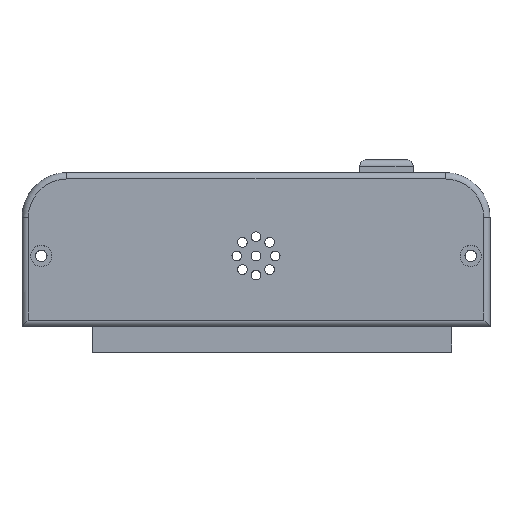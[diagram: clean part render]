
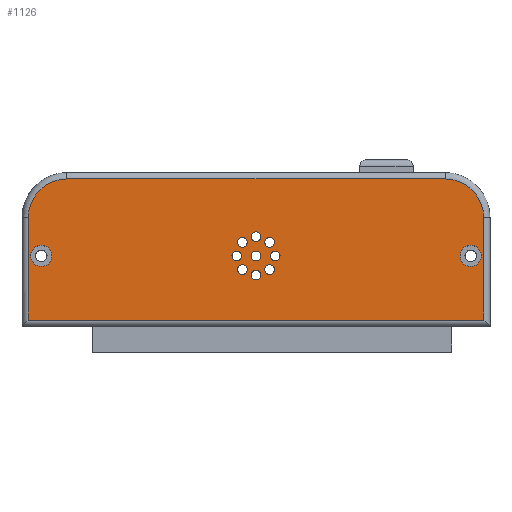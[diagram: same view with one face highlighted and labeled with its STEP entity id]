
A CAD part, top view. The second image highlights one B-rep face of the part: STEP entity #1126.
In plain terms, the highlighted planar face has unit normal (0, 0, 1).
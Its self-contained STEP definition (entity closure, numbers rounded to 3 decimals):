
#68=CIRCLE('',#1221,0.75);
#69=CIRCLE('',#1222,0.75);
#70=CIRCLE('',#1223,0.75);
#71=CIRCLE('',#1224,0.75);
#72=CIRCLE('',#1225,0.75);
#73=CIRCLE('',#1226,0.75);
#74=CIRCLE('',#1227,0.75);
#75=CIRCLE('',#1228,0.75);
#76=CIRCLE('',#1229,0.75);
#77=CIRCLE('',#1230,6.);
#78=CIRCLE('',#1231,6.);
#79=CIRCLE('',#1232,1.65);
#80=CIRCLE('',#1233,1.65);
#189=ORIENTED_EDGE('',*,*,#484,.T.);
#190=ORIENTED_EDGE('',*,*,#485,.T.);
#191=ORIENTED_EDGE('',*,*,#486,.T.);
#192=ORIENTED_EDGE('',*,*,#487,.T.);
#193=ORIENTED_EDGE('',*,*,#488,.T.);
#194=ORIENTED_EDGE('',*,*,#489,.T.);
#195=ORIENTED_EDGE('',*,*,#490,.T.);
#196=ORIENTED_EDGE('',*,*,#491,.T.);
#197=ORIENTED_EDGE('',*,*,#492,.T.);
#198=ORIENTED_EDGE('',*,*,#493,.T.);
#199=ORIENTED_EDGE('',*,*,#494,.T.);
#200=ORIENTED_EDGE('',*,*,#495,.T.);
#201=ORIENTED_EDGE('',*,*,#496,.T.);
#202=ORIENTED_EDGE('',*,*,#497,.T.);
#203=ORIENTED_EDGE('',*,*,#498,.T.);
#204=ORIENTED_EDGE('',*,*,#499,.T.);
#205=ORIENTED_EDGE('',*,*,#500,.T.);
#484=EDGE_CURVE('',#625,#625,#68,.T.);
#485=EDGE_CURVE('',#626,#626,#69,.T.);
#486=EDGE_CURVE('',#627,#627,#70,.T.);
#487=EDGE_CURVE('',#628,#628,#71,.T.);
#488=EDGE_CURVE('',#629,#629,#72,.T.);
#489=EDGE_CURVE('',#630,#630,#73,.T.);
#490=EDGE_CURVE('',#631,#631,#74,.T.);
#491=EDGE_CURVE('',#632,#632,#75,.T.);
#492=EDGE_CURVE('',#633,#633,#76,.T.);
#493=EDGE_CURVE('',#634,#635,#77,.F.);
#494=EDGE_CURVE('',#635,#636,#728,.F.);
#495=EDGE_CURVE('',#636,#637,#78,.F.);
#496=EDGE_CURVE('',#637,#638,#729,.F.);
#497=EDGE_CURVE('',#638,#639,#730,.F.);
#498=EDGE_CURVE('',#639,#634,#731,.F.);
#499=EDGE_CURVE('',#640,#640,#79,.T.);
#500=EDGE_CURVE('',#641,#641,#80,.T.);
#625=VERTEX_POINT('',#1799);
#626=VERTEX_POINT('',#1801);
#627=VERTEX_POINT('',#1803);
#628=VERTEX_POINT('',#1805);
#629=VERTEX_POINT('',#1807);
#630=VERTEX_POINT('',#1809);
#631=VERTEX_POINT('',#1811);
#632=VERTEX_POINT('',#1813);
#633=VERTEX_POINT('',#1815);
#634=VERTEX_POINT('',#1817);
#635=VERTEX_POINT('',#1818);
#636=VERTEX_POINT('',#1820);
#637=VERTEX_POINT('',#1822);
#638=VERTEX_POINT('',#1824);
#639=VERTEX_POINT('',#1826);
#640=VERTEX_POINT('',#1829);
#641=VERTEX_POINT('',#1831);
#728=LINE('',#1819,#834);
#729=LINE('',#1823,#835);
#730=LINE('',#1825,#836);
#731=LINE('',#1827,#837);
#834=VECTOR('',#1448,1000.);
#835=VECTOR('',#1451,1000.);
#836=VECTOR('',#1452,1000.);
#837=VECTOR('',#1453,1000.);
#898=EDGE_LOOP('',(#189));
#899=EDGE_LOOP('',(#190));
#900=EDGE_LOOP('',(#191));
#901=EDGE_LOOP('',(#192));
#902=EDGE_LOOP('',(#193));
#903=EDGE_LOOP('',(#194));
#904=EDGE_LOOP('',(#195));
#905=EDGE_LOOP('',(#196));
#906=EDGE_LOOP('',(#197));
#907=EDGE_LOOP('',(#198,#199,#200,#201,#202,#203));
#908=EDGE_LOOP('',(#204));
#909=EDGE_LOOP('',(#205));
#999=FACE_BOUND('',#898,.T.);
#1000=FACE_BOUND('',#899,.T.);
#1001=FACE_BOUND('',#900,.T.);
#1002=FACE_BOUND('',#901,.T.);
#1003=FACE_BOUND('',#902,.T.);
#1004=FACE_BOUND('',#903,.T.);
#1005=FACE_BOUND('',#904,.T.);
#1006=FACE_BOUND('',#905,.T.);
#1007=FACE_BOUND('',#906,.T.);
#1008=FACE_BOUND('',#907,.T.);
#1009=FACE_BOUND('',#908,.T.);
#1010=FACE_BOUND('',#909,.T.);
#1088=PLANE('',#1220);
#1126=ADVANCED_FACE('',(#999,#1000,#1001,#1002,#1003,#1004,#1005,#1006,
#1007,#1008,#1009,#1010),#1088,.F.);
#1220=AXIS2_PLACEMENT_3D('',#1797,#1426,#1427);
#1221=AXIS2_PLACEMENT_3D('',#1798,#1428,#1429);
#1222=AXIS2_PLACEMENT_3D('',#1800,#1430,#1431);
#1223=AXIS2_PLACEMENT_3D('',#1802,#1432,#1433);
#1224=AXIS2_PLACEMENT_3D('',#1804,#1434,#1435);
#1225=AXIS2_PLACEMENT_3D('',#1806,#1436,#1437);
#1226=AXIS2_PLACEMENT_3D('',#1808,#1438,#1439);
#1227=AXIS2_PLACEMENT_3D('',#1810,#1440,#1441);
#1228=AXIS2_PLACEMENT_3D('',#1812,#1442,#1443);
#1229=AXIS2_PLACEMENT_3D('',#1814,#1444,#1445);
#1230=AXIS2_PLACEMENT_3D('',#1816,#1446,#1447);
#1231=AXIS2_PLACEMENT_3D('',#1821,#1449,#1450);
#1232=AXIS2_PLACEMENT_3D('',#1828,#1454,#1455);
#1233=AXIS2_PLACEMENT_3D('',#1830,#1456,#1457);
#1426=DIRECTION('',(0.,0.,-1.));
#1427=DIRECTION('',(-1.,0.,0.));
#1428=DIRECTION('',(0.,0.,-1.));
#1429=DIRECTION('',(1.,0.,0.));
#1430=DIRECTION('',(0.,0.,-1.));
#1431=DIRECTION('',(1.,0.,0.));
#1432=DIRECTION('',(0.,0.,-1.));
#1433=DIRECTION('',(1.,0.,0.));
#1434=DIRECTION('',(0.,0.,-1.));
#1435=DIRECTION('',(1.,0.,0.));
#1436=DIRECTION('',(0.,0.,-1.));
#1437=DIRECTION('',(1.,0.,0.));
#1438=DIRECTION('',(0.,0.,-1.));
#1439=DIRECTION('',(1.,0.,0.));
#1440=DIRECTION('',(0.,0.,-1.));
#1441=DIRECTION('',(1.,0.,0.));
#1442=DIRECTION('',(0.,0.,-1.));
#1443=DIRECTION('',(1.,0.,0.));
#1444=DIRECTION('',(0.,0.,-1.));
#1445=DIRECTION('',(1.,0.,0.));
#1446=DIRECTION('',(0.,0.,-1.));
#1447=DIRECTION('',(-1.,0.,0.));
#1448=DIRECTION('',(1.,0.,0.));
#1449=DIRECTION('',(0.,0.,-1.));
#1450=DIRECTION('',(-1.,0.,0.));
#1451=DIRECTION('',(0.,1.,0.));
#1452=DIRECTION('',(-1.,0.,0.));
#1453=DIRECTION('',(0.,-1.,0.));
#1454=DIRECTION('',(0.,0.,-1.));
#1455=DIRECTION('',(1.,0.,0.));
#1456=DIRECTION('',(0.,0.,-1.));
#1457=DIRECTION('',(1.,0.,0.));
#1797=CARTESIAN_POINT('',(0.,0.,2.));
#1798=CARTESIAN_POINT('',(36.5,8.,2.));
#1799=CARTESIAN_POINT('',(37.25,8.,2.));
#1800=CARTESIAN_POINT('',(38.621,13.121,2.));
#1801=CARTESIAN_POINT('',(39.371,13.121,2.));
#1802=CARTESIAN_POINT('',(39.5,11.,2.));
#1803=CARTESIAN_POINT('',(40.25,11.,2.));
#1804=CARTESIAN_POINT('',(38.621,8.879,2.));
#1805=CARTESIAN_POINT('',(39.371,8.879,2.));
#1806=CARTESIAN_POINT('',(34.379,8.879,2.));
#1807=CARTESIAN_POINT('',(35.129,8.879,2.));
#1808=CARTESIAN_POINT('',(33.5,11.,2.));
#1809=CARTESIAN_POINT('',(34.25,11.,2.));
#1810=CARTESIAN_POINT('',(34.379,13.121,2.));
#1811=CARTESIAN_POINT('',(35.129,13.121,2.));
#1812=CARTESIAN_POINT('',(36.5,14.,2.));
#1813=CARTESIAN_POINT('',(37.25,14.,2.));
#1814=CARTESIAN_POINT('',(36.5,11.,2.));
#1815=CARTESIAN_POINT('',(37.25,11.,2.));
#1816=CARTESIAN_POINT('',(66.,17.,2.));
#1817=CARTESIAN_POINT('',(72.,17.,2.));
#1818=CARTESIAN_POINT('',(66.,23.,2.));
#1819=CARTESIAN_POINT('',(7.,23.,2.));
#1820=CARTESIAN_POINT('',(7.,23.,2.));
#1821=CARTESIAN_POINT('',(7.,17.,2.));
#1822=CARTESIAN_POINT('',(1.,17.,2.));
#1823=CARTESIAN_POINT('',(1.,0.,2.));
#1824=CARTESIAN_POINT('',(1.,1.,2.));
#1825=CARTESIAN_POINT('',(73.,1.,2.));
#1826=CARTESIAN_POINT('',(72.,1.,2.));
#1827=CARTESIAN_POINT('',(72.,17.,2.));
#1828=CARTESIAN_POINT('',(70.,11.,2.));
#1829=CARTESIAN_POINT('',(71.65,11.,2.));
#1830=CARTESIAN_POINT('',(3.,11.,2.));
#1831=CARTESIAN_POINT('',(4.65,11.,2.));
